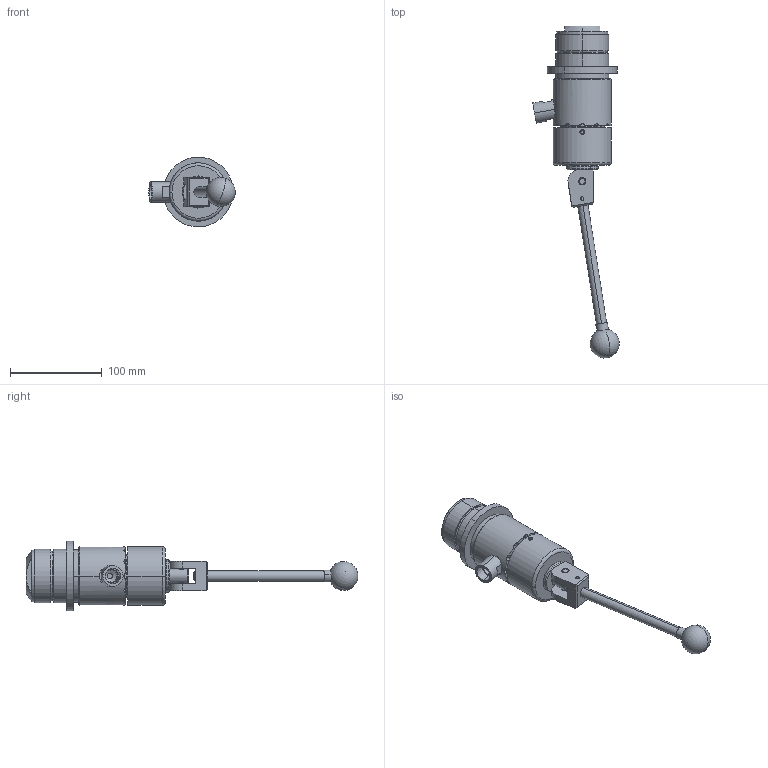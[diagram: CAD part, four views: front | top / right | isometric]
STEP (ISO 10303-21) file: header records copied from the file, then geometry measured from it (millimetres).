
FILE_DESCRIPTION (( 'STEP AP214' ), '1' );
FILE_NAME ('CTSC-003635.STEP', '2025-06-01T18:02:04', ( '' ), ( '' ), 'SwSTEP 2.0', 'SolidWorks 2023', '' );
FILE_SCHEMA (( 'AUTOMOTIVE_DESIGN' ));
Length unit declared in the file: inch
Products named in the file (1): CTSC-003635
Bounding box: 94.33 x 362.52 x 76.18 mm (x, y, z)
Volume: 477440.8 mm3; surface area: 100328.8 mm2
Topology: 10 solids, 11 shells, 312 faces, 748 edges, 471 vertices
Faces by surface type: cylinder 130, plane 111, cone 46, torus 20, bspline 3, sphere 2
Entity records: 14999 total; most frequent: CARTESIAN_POINT 3788, DIRECTION 1511, ORIENTED_EDGE 1478, EDGE_CURVE 739, AXIS2_PLACEMENT_3D 624, VERTEX_POINT 468, EDGE_LOOP 351, CIRCLE 314
